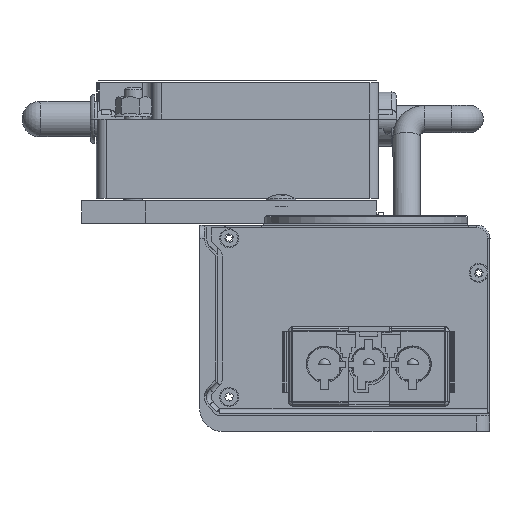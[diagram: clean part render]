
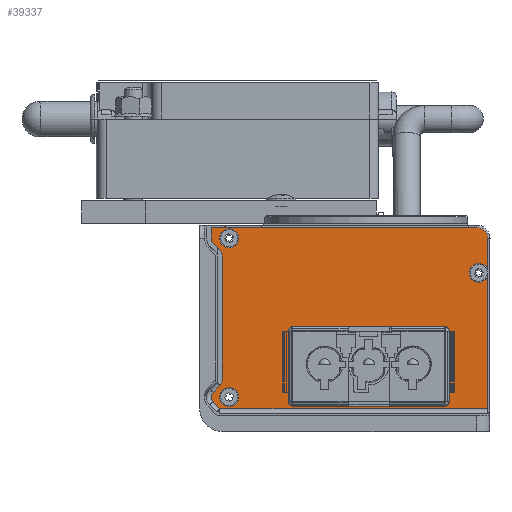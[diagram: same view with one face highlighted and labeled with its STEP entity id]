
A CAD part, front view. The second image highlights one B-rep face of the part: STEP entity #39337.
In plain terms, the highlighted planar face has unit normal (0, -1, 0).
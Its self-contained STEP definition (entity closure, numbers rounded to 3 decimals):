
#915=FACE_BOUND('',#5777,.T.);
#916=FACE_BOUND('',#5778,.T.);
#917=FACE_BOUND('',#5779,.T.);
#2199=PLANE('',#41892);
#3869=FACE_OUTER_BOUND('',#5776,.T.);
#5776=EDGE_LOOP('',(#35443,#35444,#35445,#35446,#35447,#35448,#35449,#35450,
#35451,#35452,#35453,#35454,#35455,#35456,#35457));
#5777=EDGE_LOOP('',(#35458,#35459,#35460,#35461));
#5778=EDGE_LOOP('',(#35462));
#5779=EDGE_LOOP('',(#35463));
#6786=CIRCLE('',#41843,2.5);
#6814=CIRCLE('',#41889,1.5);
#6816=CIRCLE('',#41893,1.5);
#6817=CIRCLE('',#41894,2.);
#6818=CIRCLE('',#41895,2.);
#6819=CIRCLE('',#41896,2.1);
#6820=CIRCLE('',#41897,2.1);
#6821=CIRCLE('',#41898,2.1);
#10952=LINE('',#63617,#15623);
#10966=LINE('',#63754,#15637);
#10968=LINE('',#63764,#15639);
#10969=LINE('',#63767,#15640);
#10970=LINE('',#63769,#15641);
#10971=LINE('',#63773,#15642);
#10972=LINE('',#63777,#15643);
#10973=LINE('',#63780,#15644);
#10974=LINE('',#63783,#15645);
#10975=LINE('',#63786,#15646);
#10976=LINE('',#63788,#15647);
#10977=LINE('',#63790,#15648);
#10978=LINE('',#63791,#15649);
#15623=VECTOR('',#50573,59.075);
#15637=VECTOR('',#50621,2.086);
#15639=VECTOR('',#50635,2.166);
#15640=VECTOR('',#50638,58.5);
#15641=VECTOR('',#50639,2.382);
#15642=VECTOR('',#50642,2.086);
#15643=VECTOR('',#50645,27.101);
#15644=VECTOR('',#50648,29.36);
#15645=VECTOR('',#50651,6.86);
#15646=VECTOR('',#50652,16.);
#15647=VECTOR('',#50653,33.);
#15648=VECTOR('',#50654,16.);
#15649=VECTOR('',#50655,33.);
#19551=VERTEX_POINT('',#63507);
#19554=VERTEX_POINT('',#63512);
#19592=VERTEX_POINT('',#63614);
#19593=VERTEX_POINT('',#63616);
#19614=VERTEX_POINT('',#63751);
#19615=VERTEX_POINT('',#63753);
#19617=VERTEX_POINT('',#63759);
#19618=VERTEX_POINT('',#63766);
#19619=VERTEX_POINT('',#63768);
#19620=VERTEX_POINT('',#63770);
#19621=VERTEX_POINT('',#63772);
#19622=VERTEX_POINT('',#63774);
#19623=VERTEX_POINT('',#63776);
#19624=VERTEX_POINT('',#63779);
#19625=VERTEX_POINT('',#63781);
#19626=VERTEX_POINT('',#63784);
#19627=VERTEX_POINT('',#63785);
#19628=VERTEX_POINT('',#63787);
#19629=VERTEX_POINT('',#63789);
#19630=VERTEX_POINT('',#63792);
#19631=VERTEX_POINT('',#63794);
#25399=EDGE_CURVE('',#19554,#19551,#6786,.T.);
#25443=EDGE_CURVE('',#19592,#19593,#10952,.T.);
#25471=EDGE_CURVE('',#19614,#19615,#10966,.T.);
#25475=EDGE_CURVE('',#19617,#19614,#6814,.T.);
#25477=EDGE_CURVE('',#19593,#19617,#10968,.T.);
#25478=EDGE_CURVE('',#19618,#19554,#10969,.T.);
#25479=EDGE_CURVE('',#19619,#19618,#10970,.T.);
#25480=EDGE_CURVE('',#19620,#19619,#6816,.T.);
#25481=EDGE_CURVE('',#19621,#19620,#10971,.T.);
#25482=EDGE_CURVE('',#19622,#19621,#6817,.T.);
#25483=EDGE_CURVE('',#19623,#19622,#10972,.T.);
#25484=EDGE_CURVE('',#19615,#19623,#6818,.T.);
#25485=EDGE_CURVE('',#19624,#19592,#10973,.T.);
#25486=EDGE_CURVE('',#19624,#19625,#6819,.T.);
#25487=EDGE_CURVE('',#19551,#19625,#10974,.T.);
#25488=EDGE_CURVE('',#19626,#19627,#10975,.T.);
#25489=EDGE_CURVE('',#19627,#19628,#10976,.T.);
#25490=EDGE_CURVE('',#19628,#19629,#10977,.T.);
#25491=EDGE_CURVE('',#19629,#19626,#10978,.T.);
#25492=EDGE_CURVE('',#19630,#19630,#6820,.T.);
#25493=EDGE_CURVE('',#19631,#19631,#6821,.T.);
#35443=ORIENTED_EDGE('',*,*,#25478,.F.);
#35444=ORIENTED_EDGE('',*,*,#25479,.F.);
#35445=ORIENTED_EDGE('',*,*,#25480,.F.);
#35446=ORIENTED_EDGE('',*,*,#25481,.F.);
#35447=ORIENTED_EDGE('',*,*,#25482,.F.);
#35448=ORIENTED_EDGE('',*,*,#25483,.F.);
#35449=ORIENTED_EDGE('',*,*,#25484,.F.);
#35450=ORIENTED_EDGE('',*,*,#25471,.F.);
#35451=ORIENTED_EDGE('',*,*,#25475,.F.);
#35452=ORIENTED_EDGE('',*,*,#25477,.F.);
#35453=ORIENTED_EDGE('',*,*,#25443,.F.);
#35454=ORIENTED_EDGE('',*,*,#25485,.F.);
#35455=ORIENTED_EDGE('',*,*,#25486,.T.);
#35456=ORIENTED_EDGE('',*,*,#25487,.F.);
#35457=ORIENTED_EDGE('',*,*,#25399,.F.);
#35458=ORIENTED_EDGE('',*,*,#25488,.T.);
#35459=ORIENTED_EDGE('',*,*,#25489,.T.);
#35460=ORIENTED_EDGE('',*,*,#25490,.T.);
#35461=ORIENTED_EDGE('',*,*,#25491,.T.);
#35462=ORIENTED_EDGE('',*,*,#25492,.T.);
#35463=ORIENTED_EDGE('',*,*,#25493,.T.);
#39337=ADVANCED_FACE('',(#3869,#915,#916,#917),#2199,.T.);
#41843=AXIS2_PLACEMENT_3D('',#63514,#50497,#50498);
#41889=AXIS2_PLACEMENT_3D('',#63761,#50629,#50630);
#41892=AXIS2_PLACEMENT_3D('',#63765,#50636,#50637);
#41893=AXIS2_PLACEMENT_3D('',#63771,#50640,#50641);
#41894=AXIS2_PLACEMENT_3D('',#63775,#50643,#50644);
#41895=AXIS2_PLACEMENT_3D('',#63778,#50646,#50647);
#41896=AXIS2_PLACEMENT_3D('',#63782,#50649,#50650);
#41897=AXIS2_PLACEMENT_3D('',#63793,#50656,#50657);
#41898=AXIS2_PLACEMENT_3D('',#63795,#50658,#50659);
#50497=DIRECTION('center_axis',(0.,1.,0.));
#50498=DIRECTION('ref_axis',(0.707,0.,0.707));
#50573=DIRECTION('',(-1.,0.,0.));
#50621=DIRECTION('',(0.707,0.,0.707));
#50629=DIRECTION('center_axis',(0.,1.,0.));
#50630=DIRECTION('ref_axis',(-1.,0.,0.009));
#50635=DIRECTION('',(-0.694,0.,0.72));
#50636=DIRECTION('center_axis',(0.,-1.,0.));
#50637=DIRECTION('ref_axis',(0.,0.,1.));
#50638=DIRECTION('',(1.,0.,0.));
#50639=DIRECTION('',(0.,0.,1.));
#50640=DIRECTION('center_axis',(0.,1.,0.));
#50641=DIRECTION('ref_axis',(-0.926,0.,-0.379));
#50642=DIRECTION('',(-0.707,0.,0.707));
#50643=DIRECTION('center_axis',(0.,-1.,0.));
#50644=DIRECTION('ref_axis',(0.924,0.,0.383));
#50645=DIRECTION('',(0.,0.,1.));
#50646=DIRECTION('center_axis',(0.,-1.,0.));
#50647=DIRECTION('ref_axis',(0.924,0.,-0.383));
#50648=DIRECTION('',(0.,0.,-1.));
#50649=DIRECTION('center_axis',(0.,1.,0.));
#50650=DIRECTION('ref_axis',(-1.,0.,0.));
#50651=DIRECTION('',(0.,0.,-1.));
#50652=DIRECTION('',(0.,0.,1.));
#50653=DIRECTION('',(1.,0.,0.));
#50654=DIRECTION('',(0.,0.,-1.));
#50655=DIRECTION('',(-1.,0.,0.));
#50656=DIRECTION('center_axis',(0.,1.,0.));
#50657=DIRECTION('ref_axis',(-1.,0.,0.));
#50658=DIRECTION('center_axis',(0.,1.,0.));
#50659=DIRECTION('ref_axis',(-1.,0.,0.));
#63507=CARTESIAN_POINT('',(29.5,-52.,38.7));
#63512=CARTESIAN_POINT('',(27.,-52.,41.2));
#63514=CARTESIAN_POINT('Origin',(27.,-52.,38.7));
#63614=CARTESIAN_POINT('',(29.5,-52.,1.2));
#63616=CARTESIAN_POINT('',(-29.575,-52.,1.2));
#63617=CARTESIAN_POINT('',(14.,-52.,1.2));
#63751=CARTESIAN_POINT('',(-31.061,-52.,4.861));
#63753=CARTESIAN_POINT('',(-29.586,-52.,6.336));
#63754=CARTESIAN_POINT('',(-19.389,-52.,16.532));
#63759=CARTESIAN_POINT('',(-31.079,-52.,2.758));
#63761=CARTESIAN_POINT('Origin',(-30.,-52.,3.8));
#63764=CARTESIAN_POINT('',(-28.113,-52.,-0.315));
#63765=CARTESIAN_POINT('Origin',(-2.,-52.,18.95));
#63766=CARTESIAN_POINT('',(-31.5,-52.,41.2));
#63767=CARTESIAN_POINT('',(14.,-52.,41.2));
#63768=CARTESIAN_POINT('',(-31.5,-52.,38.818));
#63769=CARTESIAN_POINT('',(-31.5,-52.,30.325));
#63770=CARTESIAN_POINT('',(-31.061,-52.,37.739));
#63771=CARTESIAN_POINT('Origin',(-30.,-52.,38.8));
#63772=CARTESIAN_POINT('',(-29.586,-52.,36.264));
#63773=CARTESIAN_POINT('',(-19.098,-52.,25.777));
#63774=CARTESIAN_POINT('',(-29.,-52.,34.85));
#63775=CARTESIAN_POINT('Origin',(-31.,-52.,34.85));
#63776=CARTESIAN_POINT('',(-29.,-52.,7.75));
#63777=CARTESIAN_POINT('',(-29.,-52.,7.575));
#63778=CARTESIAN_POINT('Origin',(-31.,-52.,7.75));
#63779=CARTESIAN_POINT('',(29.5,-52.,30.56));
#63780=CARTESIAN_POINT('',(29.5,-52.,7.575));
#63781=CARTESIAN_POINT('',(29.5,-52.,31.84));
#63782=CARTESIAN_POINT('Origin',(27.5,-52.,31.2));
#63783=CARTESIAN_POINT('',(29.5,-52.,7.575));
#63784=CARTESIAN_POINT('',(-13.5,-52.,2.2));
#63785=CARTESIAN_POINT('',(-13.5,-52.,18.2));
#63786=CARTESIAN_POINT('',(-13.5,-52.,10.575));
#63787=CARTESIAN_POINT('',(19.5,-52.,18.2));
#63788=CARTESIAN_POINT('',(-7.75,-52.,18.2));
#63789=CARTESIAN_POINT('',(19.5,-52.,2.2));
#63790=CARTESIAN_POINT('',(19.5,-52.,18.575));
#63791=CARTESIAN_POINT('',(8.75,-52.,2.2));
#63792=CARTESIAN_POINT('',(-29.6,-52.,38.8));
#63793=CARTESIAN_POINT('Origin',(-27.5,-52.,38.8));
#63794=CARTESIAN_POINT('',(-29.6,-52.,3.8));
#63795=CARTESIAN_POINT('Origin',(-27.5,-52.,3.8));
